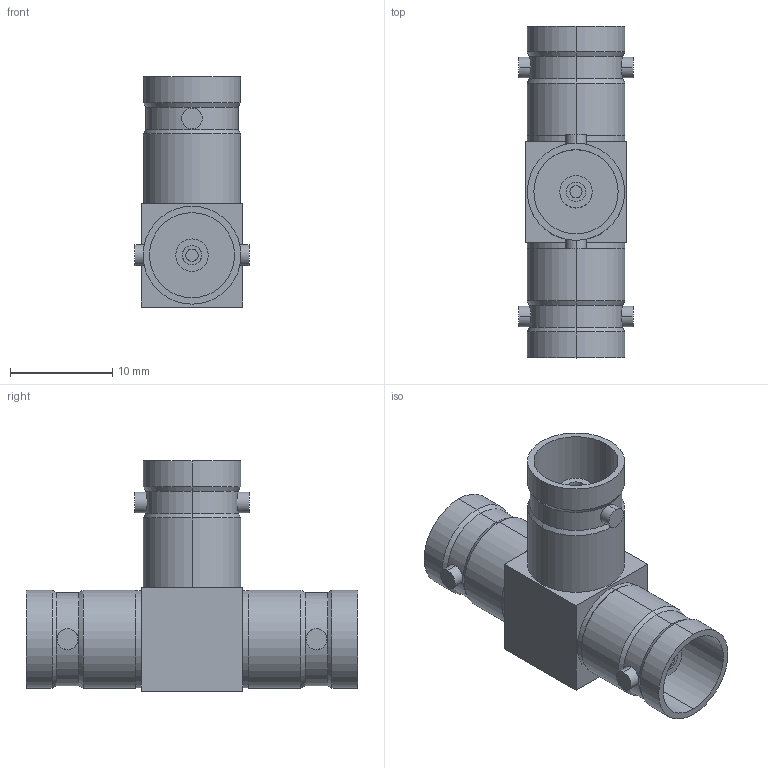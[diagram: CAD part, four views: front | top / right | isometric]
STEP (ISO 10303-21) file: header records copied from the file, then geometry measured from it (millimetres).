
FILE_DESCRIPTION (( 'STEP AP214' ), '1' );
FILE_NAME ('FMAD10086_3D.step', '2025-02-24T20:25:16', ( '' ), ( '' ), 'SwSTEP 2.0', 'SolidWorks 2022', '' );
FILE_SCHEMA (( 'AUTOMOTIVE_DESIGN' ));
Length unit declared in the file: inch
Products named in the file (1): FMAD10086_3D
Bounding box: 11.18 x 32.51 x 22.54 mm (x, y, z)
Volume: 1988.4 mm3; surface area: 2933.9 mm2
Topology: 1 solids, 1 shells, 105 faces, 210 edges, 132 vertices
Faces by surface type: cylinder 62, plane 31, cone 12
Entity records: 3432 total; most frequent: CARTESIAN_POINT 652, DIRECTION 522, ORIENTED_EDGE 420, AXIS2_PLACEMENT_3D 218, EDGE_CURVE 210, VERTEX_POINT 132, EDGE_LOOP 130, CIRCLE 112
